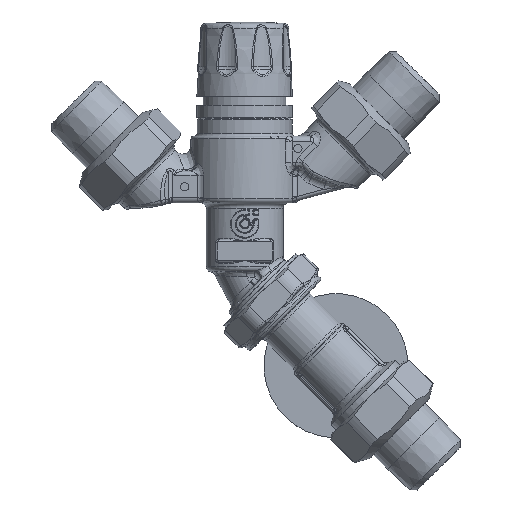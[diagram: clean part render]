
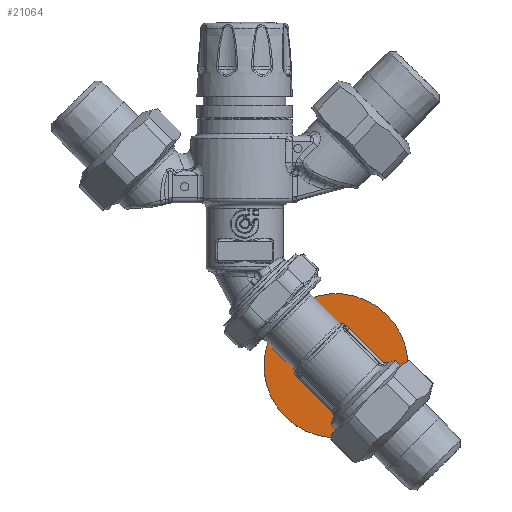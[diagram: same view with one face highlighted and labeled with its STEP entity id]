
A CAD part, top view. The second image highlights one B-rep face of the part: STEP entity #21064.
In plain terms, the highlighted face is planar.
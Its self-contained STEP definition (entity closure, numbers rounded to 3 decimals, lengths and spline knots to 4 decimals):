
#2395=FACE_BOUND('',#5500,.T.);
#4072=FACE_OUTER_BOUND('',#5499,.T.);
#5499=EDGE_LOOP('',(#18834));
#5500=EDGE_LOOP('',(#18835));
#8446=CIRCLE('',#23449,1.03);
#8450=CIRCLE('',#23457,0.3);
#10101=VERTEX_POINT('',#73471);
#10105=VERTEX_POINT('',#73485);
#13036=EDGE_CURVE('',#10101,#10101,#8446,.T.);
#13042=EDGE_CURVE('',#10105,#10105,#8450,.T.);
#18834=ORIENTED_EDGE('',*,*,#13036,.T.);
#18835=ORIENTED_EDGE('',*,*,#13042,.T.);
#19793=PLANE('',#23459);
#21064=ADVANCED_FACE('',(#4072,#2395),#19793,.F.);
#23449=AXIS2_PLACEMENT_3D('',#73473,#28674,#28675);
#23457=AXIS2_PLACEMENT_3D('',#73487,#28692,#28693);
#23459=AXIS2_PLACEMENT_3D('',#73489,#28696,#28697);
#28674=DIRECTION('center_axis',(-1.,0.,0.));
#28675=DIRECTION('ref_axis',(0.,1.,0.));
#28692=DIRECTION('center_axis',(1.,0.,0.));
#28693=DIRECTION('ref_axis',(0.,-1.,0.));
#28696=DIRECTION('center_axis',(1.,0.,0.));
#28697=DIRECTION('ref_axis',(0.,-1.,0.));
#73471=CARTESIAN_POINT('',(1.0824,-1.03,0.));
#73473=CARTESIAN_POINT('Origin',(1.0824,0.,
0.));
#73485=CARTESIAN_POINT('',(1.0824,0.3,0.));
#73487=CARTESIAN_POINT('Origin',(1.0824,0.,
0.));
#73489=CARTESIAN_POINT('Origin',(1.0824,0.,
0.));
